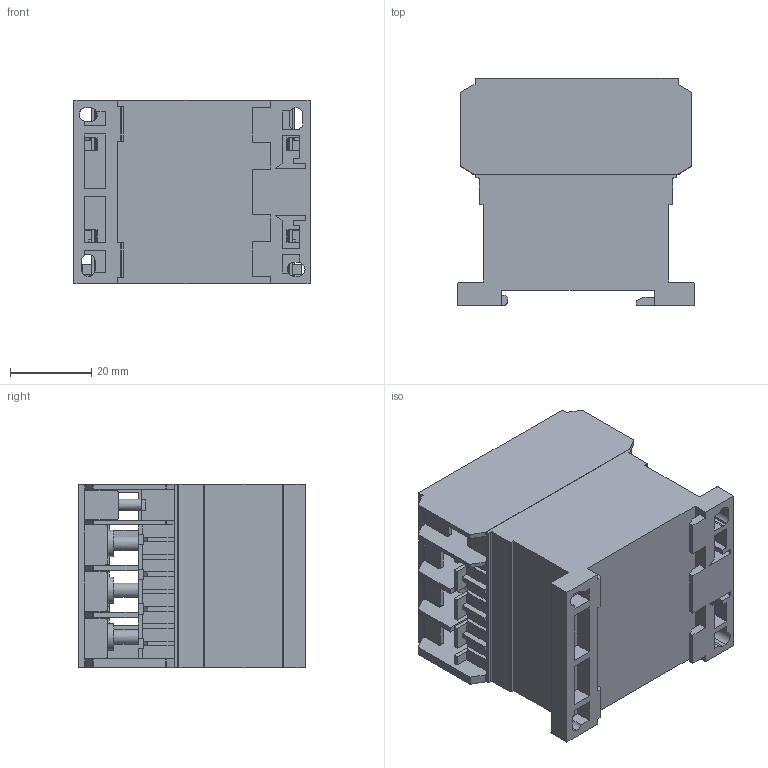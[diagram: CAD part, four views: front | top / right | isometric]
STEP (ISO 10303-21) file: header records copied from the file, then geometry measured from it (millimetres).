
FILE_DESCRIPTION (( 'STEP AP214' ), '1' );
FILE_NAME ('CWC025-00-30V47.STEP', '2014-02-03T18:28:50', ( '' ), ( '' ), 'SwSTEP 2.0', 'SolidWorks 2013', '' );
FILE_SCHEMA (( 'AUTOMOTIVE_DESIGN' ));
Length unit declared in the file: millimetre
Products named in the file (1): CWC025-00-30V47
Bounding box: 58 x 55.7 x 45 mm (x, y, z)
Volume: 92387.1 mm3; surface area: 34433.9 mm2
Topology: 2 solids, 2 shells, 746 faces, 2185 edges, 1442 vertices
Faces by surface type: plane 639, cylinder 107
Entity records: 28961 total; most frequent: CARTESIAN_POINT 4374, ORIENTED_EDGE 4370, DIRECTION 3951, EDGE_CURVE 2185, LINE 1913, VECTOR 1913, VERTEX_POINT 1442, AXIS2_PLACEMENT_3D 1019
